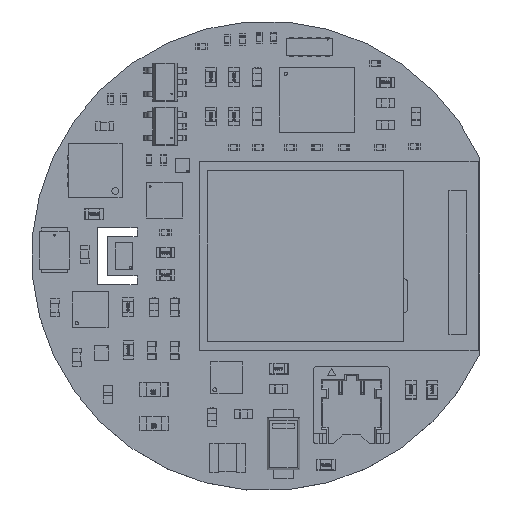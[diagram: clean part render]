
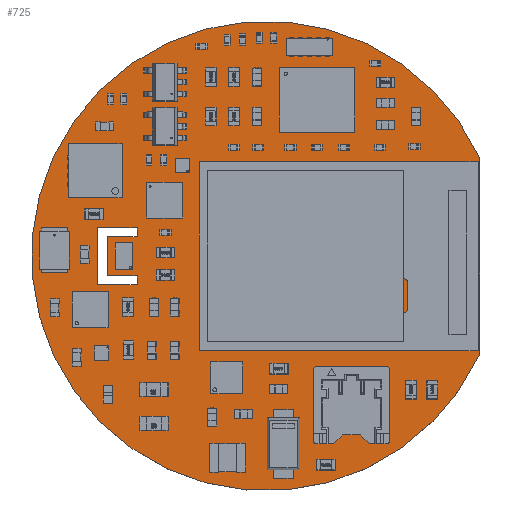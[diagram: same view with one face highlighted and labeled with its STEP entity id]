
A CAD part, top view. The second image highlights one B-rep face of the part: STEP entity #725.
In plain terms, the highlighted planar face has unit normal (0, 0, 1).
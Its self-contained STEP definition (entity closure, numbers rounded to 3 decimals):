
#328 = VERTEX_POINT('',#329);
#329 = CARTESIAN_POINT('',(24.849,7.527,0.96));
#335 = EDGE_CURVE('',#328,#336,#338,.T.);
#336 = VERTEX_POINT('',#337);
#337 = CARTESIAN_POINT('',(24.846,18.468,0.96));
#338 = LINE('',#339,#340);
#339 = CARTESIAN_POINT('',(24.849,7.527,0.96));
#340 = VECTOR('',#341,1.);
#341 = DIRECTION('',(0.,1.,0.));
#366 = EDGE_CURVE('',#336,#328,#367,.T.);
#367 = CIRCLE('',#368,13.051);
#368 = AXIS2_PLACEMENT_3D('',#369,#370,#371);
#369 = CARTESIAN_POINT('',(12.999,12.994,0.96));
#370 = DIRECTION('',(0.,0.,1.));
#371 = DIRECTION('',(0.908,0.419,0.));
#392 = VERTEX_POINT('',#393);
#393 = CARTESIAN_POINT('',(5.817,14.554,0.96));
#399 = EDGE_CURVE('',#392,#400,#402,.T.);
#400 = VERTEX_POINT('',#401);
#401 = CARTESIAN_POINT('',(3.607,14.554,0.96));
#402 = LINE('',#403,#404);
#403 = CARTESIAN_POINT('',(5.817,14.554,0.96));
#404 = VECTOR('',#405,1.);
#405 = DIRECTION('',(-1.,0.,0.));
#430 = EDGE_CURVE('',#400,#431,#433,.T.);
#431 = VERTEX_POINT('',#432);
#432 = CARTESIAN_POINT('',(3.607,11.405,0.96));
#433 = LINE('',#434,#435);
#434 = CARTESIAN_POINT('',(3.607,14.554,0.96));
#435 = VECTOR('',#436,1.);
#436 = DIRECTION('',(0.,-1.,0.));
#461 = EDGE_CURVE('',#431,#462,#464,.T.);
#462 = VERTEX_POINT('',#463);
#463 = CARTESIAN_POINT('',(5.817,11.405,0.96));
#464 = LINE('',#465,#466);
#465 = CARTESIAN_POINT('',(3.607,11.405,0.96));
#466 = VECTOR('',#467,1.);
#467 = DIRECTION('',(1.,0.,0.));
#492 = EDGE_CURVE('',#462,#493,#495,.T.);
#493 = VERTEX_POINT('',#494);
#494 = CARTESIAN_POINT('',(5.817,11.887,0.96));
#495 = LINE('',#496,#497);
#496 = CARTESIAN_POINT('',(5.817,11.405,0.96));
#497 = VECTOR('',#498,1.);
#498 = DIRECTION('',(0.,1.,0.));
#523 = EDGE_CURVE('',#493,#524,#526,.T.);
#524 = VERTEX_POINT('',#525);
#525 = CARTESIAN_POINT('',(4.153,11.887,0.96));
#526 = LINE('',#527,#528);
#527 = CARTESIAN_POINT('',(5.817,11.887,0.96));
#528 = VECTOR('',#529,1.);
#529 = DIRECTION('',(-1.,0.,0.));
#554 = EDGE_CURVE('',#524,#555,#557,.T.);
#555 = VERTEX_POINT('',#556);
#556 = CARTESIAN_POINT('',(4.153,14.072,0.96));
#557 = LINE('',#558,#559);
#558 = CARTESIAN_POINT('',(4.153,11.887,0.96));
#559 = VECTOR('',#560,1.);
#560 = DIRECTION('',(0.,1.,0.));
#585 = EDGE_CURVE('',#555,#586,#588,.T.);
#586 = VERTEX_POINT('',#587);
#587 = CARTESIAN_POINT('',(5.817,14.072,0.96));
#588 = LINE('',#589,#590);
#589 = CARTESIAN_POINT('',(4.153,14.072,0.96));
#590 = VECTOR('',#591,1.);
#591 = DIRECTION('',(1.,0.,0.));
#616 = EDGE_CURVE('',#586,#392,#617,.T.);
#617 = LINE('',#618,#619);
#618 = CARTESIAN_POINT('',(5.817,14.072,0.96));
#619 = VECTOR('',#620,1.);
#620 = DIRECTION('',(0.,1.,0.));
#640 = VERTEX_POINT('',#641);
#641 = CARTESIAN_POINT('',(22.237,9.22,0.96));
#647 = EDGE_CURVE('',#640,#640,#648,.T.);
#648 = CIRCLE('',#649,0.533);
#649 = AXIS2_PLACEMENT_3D('',#650,#651,#652);
#650 = CARTESIAN_POINT('',(21.704,9.22,0.96));
#651 = DIRECTION('',(0.,0.,1.));
#652 = DIRECTION('',(1.,0.,0.));
#673 = VERTEX_POINT('',#674);
#674 = CARTESIAN_POINT('',(22.237,16.743,0.96));
#680 = EDGE_CURVE('',#673,#673,#681,.T.);
#681 = CIRCLE('',#682,0.533);
#682 = AXIS2_PLACEMENT_3D('',#683,#684,#685);
#683 = CARTESIAN_POINT('',(21.704,16.743,0.96));
#684 = DIRECTION('',(0.,0.,1.));
#685 = DIRECTION('',(1.,0.,0.));
#725 = ADVANCED_FACE('',(#726,#730,#740,#743),#746,.F.);
#726 = FACE_BOUND('',#727,.T.);
#727 = EDGE_LOOP('',(#728,#729));
#728 = ORIENTED_EDGE('',*,*,#335,.T.);
#729 = ORIENTED_EDGE('',*,*,#366,.T.);
#730 = FACE_BOUND('',#731,.F.);
#731 = EDGE_LOOP('',(#732,#733,#734,#735,#736,#737,#738,#739));
#732 = ORIENTED_EDGE('',*,*,#399,.T.);
#733 = ORIENTED_EDGE('',*,*,#430,.T.);
#734 = ORIENTED_EDGE('',*,*,#461,.T.);
#735 = ORIENTED_EDGE('',*,*,#492,.T.);
#736 = ORIENTED_EDGE('',*,*,#523,.T.);
#737 = ORIENTED_EDGE('',*,*,#554,.T.);
#738 = ORIENTED_EDGE('',*,*,#585,.T.);
#739 = ORIENTED_EDGE('',*,*,#616,.T.);
#740 = FACE_BOUND('',#741,.F.);
#741 = EDGE_LOOP('',(#742));
#742 = ORIENTED_EDGE('',*,*,#647,.T.);
#743 = FACE_BOUND('',#744,.F.);
#744 = EDGE_LOOP('',(#745));
#745 = ORIENTED_EDGE('',*,*,#680,.T.);
#746 = PLANE('',#747);
#747 = AXIS2_PLACEMENT_3D('',#748,#749,#750);
#748 = CARTESIAN_POINT('',(24.849,7.527,0.96));
#749 = DIRECTION('',(0.,0.,-1.));
#750 = DIRECTION('',(-1.,0.,0.));
